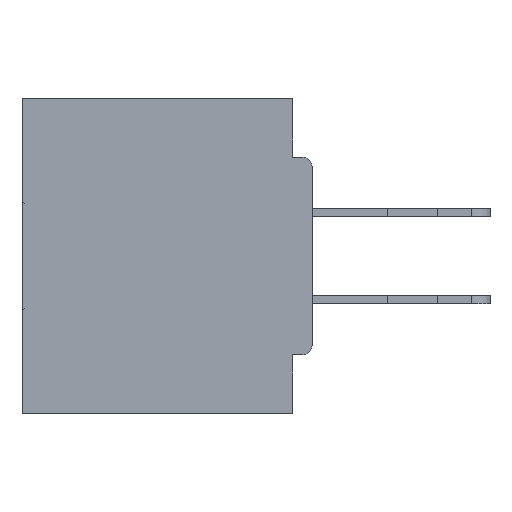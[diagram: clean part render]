
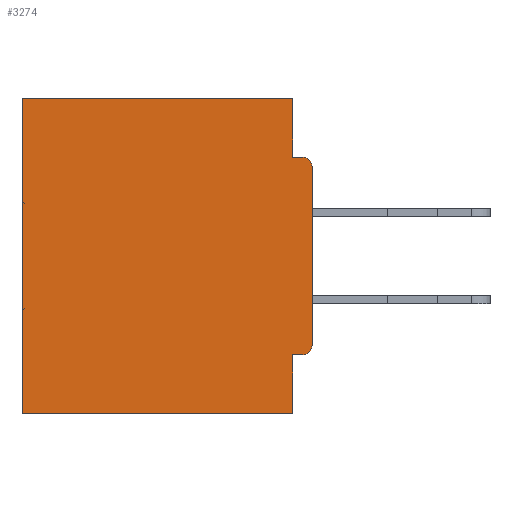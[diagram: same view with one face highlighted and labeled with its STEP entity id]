
A CAD part, left-side view. The second image highlights one B-rep face of the part: STEP entity #3274.
In plain terms, the highlighted planar face has unit normal (-1, 0, 0).
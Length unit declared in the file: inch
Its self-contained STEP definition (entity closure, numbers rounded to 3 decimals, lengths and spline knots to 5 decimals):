
#880 = ORIENTED_EDGE ( 'NONE', *, *, #27815, .T. ) ;
#1078 = CARTESIAN_POINT ( 'NONE',  ( 0.298, 0.031, -0.5 ) ) ;
#1394 = VERTEX_POINT ( 'NONE', #9377 ) ;
#1591 = DIRECTION ( 'NONE',  ( 0., 0., -1. ) ) ;
#1836 = EDGE_CURVE ( 'NONE', #18012, #24687, #41080, .T. ) ;
#2341 = LINE ( 'NONE', #38470, #24808 ) ;
#2364 = CARTESIAN_POINT ( 'NONE',  ( 0.298, 0., -0.0935 ) ) ;
#2641 = VECTOR ( 'NONE', #26279, 39.37008 ) ;
#3274 = ADVANCED_FACE ( 'NONE', ( #41532 ), #20022, .F. ) ;
#3435 = ORIENTED_EDGE ( 'NONE', *, *, #23390, .T. ) ;
#3550 = EDGE_CURVE ( 'NONE', #8994, #29426, #4093, .T. ) ;
#3802 = VECTOR ( 'NONE', #37274, 39.37008 ) ;
#3823 = EDGE_LOOP ( 'NONE', ( #15798, #7039, #23694, #880, #3435, #28722, #41068, #23080, #9411, #12095 ) ) ;
#3828 = VERTEX_POINT ( 'NONE', #26129 ) ;
#3898 = EDGE_CURVE ( 'NONE', #11625, #43844, #42006, .T. ) ;
#4093 = LINE ( 'NONE', #1078, #11587 ) ;
#5654 = VECTOR ( 'NONE', #40598, 39.37008 ) ;
#6761 = LINE ( 'NONE', #37221, #12632 ) ;
#7039 = ORIENTED_EDGE ( 'NONE', *, *, #15378, .F. ) ;
#8994 = VERTEX_POINT ( 'NONE', #9292 ) ;
#9292 = CARTESIAN_POINT ( 'NONE',  ( 0.298, 0.031, 0. ) ) ;
#9377 = CARTESIAN_POINT ( 'NONE',  ( 0.298, 0.46, 0. ) ) ;
#9411 = ORIENTED_EDGE ( 'NONE', *, *, #14595, .T. ) ;
#9889 = CARTESIAN_POINT ( 'NONE',  ( 0.298, 0., 0. ) ) ;
#11339 = CARTESIAN_POINT ( 'NONE',  ( 0.298, 0.015, -0.0935 ) ) ;
#11587 = VECTOR ( 'NONE', #28116, 39.37008 ) ;
#11625 = VERTEX_POINT ( 'NONE', #20057 ) ;
#11761 = CARTESIAN_POINT ( 'NONE',  ( 0.298, 0., 0. ) ) ;
#12095 = ORIENTED_EDGE ( 'NONE', *, *, #1836, .F. ) ;
#12632 = VECTOR ( 'NONE', #16745, 39.37008 ) ;
#12927 = DIRECTION ( 'NONE',  ( 0., 0., -1. ) ) ;
#13834 = CARTESIAN_POINT ( 'NONE',  ( 0.298, 0., -0.5 ) ) ;
#14161 = CARTESIAN_POINT ( 'NONE',  ( 0.298, 0.015, -0.1085 ) ) ;
#14595 = EDGE_CURVE ( 'NONE', #3828, #24687, #14988, .T. ) ;
#14988 = CIRCLE ( 'NONE', #23664, 0.015 ) ;
#15378 = EDGE_CURVE ( 'NONE', #29426, #36414, #21346, .T. ) ;
#15798 = ORIENTED_EDGE ( 'NONE', *, *, #44182, .T. ) ;
#16733 = DIRECTION ( 'NONE',  ( 0., 1., 0. ) ) ;
#16745 = DIRECTION ( 'NONE',  ( 0., 1., 0. ) ) ;
#17745 = DIRECTION ( 'NONE',  ( -1., 0., 0. ) ) ;
#18012 = VERTEX_POINT ( 'NONE', #29859 ) ;
#19333 = CARTESIAN_POINT ( 'NONE',  ( 0.298, 0.015, -0.3915 ) ) ;
#19607 = EDGE_CURVE ( 'NONE', #43844, #36800, #29986, .T. ) ;
#20022 = PLANE ( 'NONE',  #28795 ) ;
#20057 = CARTESIAN_POINT ( 'NONE',  ( 0.298, 0.031, -0.4065 ) ) ;
#21346 = LINE ( 'NONE', #2364, #2641 ) ;
#22927 = VECTOR ( 'NONE', #25919, 39.37008 ) ;
#23080 = ORIENTED_EDGE ( 'NONE', *, *, #35730, .F. ) ;
#23390 = EDGE_CURVE ( 'NONE', #1394, #36800, #2341, .T. ) ;
#23664 = AXIS2_PLACEMENT_3D ( 'NONE', #19333, #43407, #12927 ) ;
#23694 = ORIENTED_EDGE ( 'NONE', *, *, #3550, .F. ) ;
#24687 = VERTEX_POINT ( 'NONE', #40081 ) ;
#24808 = VECTOR ( 'NONE', #1591, 39.37008 ) ;
#25919 = DIRECTION ( 'NONE',  ( 0., 0., -1. ) ) ;
#26129 = CARTESIAN_POINT ( 'NONE',  ( 0.298, 0.015, -0.4065 ) ) ;
#26279 = DIRECTION ( 'NONE',  ( 0., -1., 0. ) ) ;
#26857 = CARTESIAN_POINT ( 'NONE',  ( 0.298, 0.031, -0.5 ) ) ;
#26927 = CARTESIAN_POINT ( 'NONE',  ( 0.298, 0., 0. ) ) ;
#27815 = EDGE_CURVE ( 'NONE', #8994, #1394, #39923, .T. ) ;
#27907 = DIRECTION ( 'NONE',  ( 0., 0., -1. ) ) ;
#28116 = DIRECTION ( 'NONE',  ( 0., 0., -1. ) ) ;
#28722 = ORIENTED_EDGE ( 'NONE', *, *, #19607, .F. ) ;
#28795 = AXIS2_PLACEMENT_3D ( 'NONE', #9889, #30359, #43357 ) ;
#29246 = CIRCLE ( 'NONE', #41048, 0.015 ) ;
#29426 = VERTEX_POINT ( 'NONE', #43447 ) ;
#29774 = VECTOR ( 'NONE', #16733, 39.37008 ) ;
#29859 = CARTESIAN_POINT ( 'NONE',  ( 0.298, 0., -0.1085 ) ) ;
#29986 = LINE ( 'NONE', #13834, #3802 ) ;
#30359 = DIRECTION ( 'NONE',  ( 1., 0., 0. ) ) ;
#33787 = CARTESIAN_POINT ( 'NONE',  ( 0.298, 0.46, -0.5 ) ) ;
#35730 = EDGE_CURVE ( 'NONE', #3828, #11625, #6761, .T. ) ;
#36414 = VERTEX_POINT ( 'NONE', #11339 ) ;
#36800 = VERTEX_POINT ( 'NONE', #33787 ) ;
#37221 = CARTESIAN_POINT ( 'NONE',  ( 0.298, 0., -0.4065 ) ) ;
#37274 = DIRECTION ( 'NONE',  ( 0., 1., 0. ) ) ;
#38470 = CARTESIAN_POINT ( 'NONE',  ( 0.298, 0.46, 0. ) ) ;
#39923 = LINE ( 'NONE', #26927, #29774 ) ;
#40002 = CARTESIAN_POINT ( 'NONE',  ( 0.298, 0.031, -0.5 ) ) ;
#40081 = CARTESIAN_POINT ( 'NONE',  ( 0.298, 0., -0.3915 ) ) ;
#40598 = DIRECTION ( 'NONE',  ( 0., 0., -1. ) ) ;
#41048 = AXIS2_PLACEMENT_3D ( 'NONE', #14161, #17745, #27907 ) ;
#41068 = ORIENTED_EDGE ( 'NONE', *, *, #3898, .F. ) ;
#41080 = LINE ( 'NONE', #11761, #22927 ) ;
#41532 = FACE_OUTER_BOUND ( 'NONE', #3823, .T. ) ;
#42006 = LINE ( 'NONE', #26857, #5654 ) ;
#43357 = DIRECTION ( 'NONE',  ( 0., 0., -1. ) ) ;
#43407 = DIRECTION ( 'NONE',  ( -1., 0., 0. ) ) ;
#43447 = CARTESIAN_POINT ( 'NONE',  ( 0.298, 0.031, -0.0935 ) ) ;
#43844 = VERTEX_POINT ( 'NONE', #40002 ) ;
#44182 = EDGE_CURVE ( 'NONE', #18012, #36414, #29246, .T. ) ;
